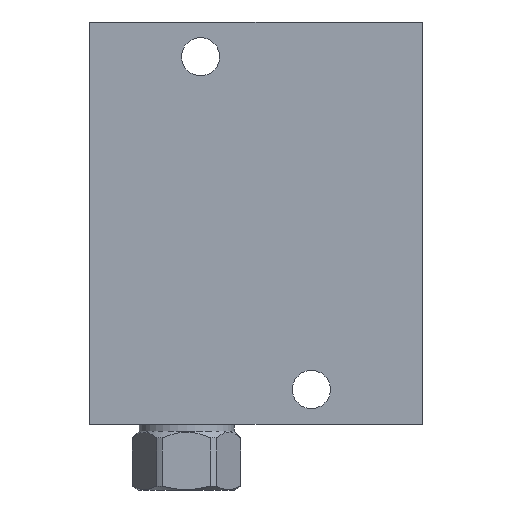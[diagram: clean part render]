
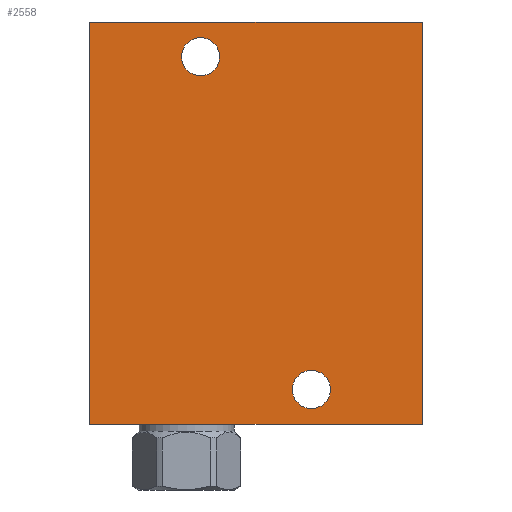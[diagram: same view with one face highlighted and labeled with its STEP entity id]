
A CAD part, front view. The second image highlights one B-rep face of the part: STEP entity #2558.
In plain terms, the highlighted planar face has unit normal (0, -1, 0).
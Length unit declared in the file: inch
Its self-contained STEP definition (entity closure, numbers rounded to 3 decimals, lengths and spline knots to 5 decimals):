
#5=DIRECTION('',(1.,0.,0.));
#6=VECTOR('',#5,3.);
#7=CARTESIAN_POINT('',(0.,-1.25,0.));
#8=LINE('',#7,#6);
#75=DIRECTION('',(0.,0.,1.));
#76=VECTOR('',#75,3.625);
#77=CARTESIAN_POINT('',(3.,-1.25,0.));
#78=LINE('',#77,#76);
#99=DIRECTION('',(0.,0.,1.));
#100=VECTOR('',#99,3.625);
#101=CARTESIAN_POINT('',(0.,-1.25,0.));
#102=LINE('',#101,#100);
#103=CARTESIAN_POINT('',(1.,-1.25,3.312));
#104=DIRECTION('',(0.,-1.,0.));
#105=DIRECTION('',(-1.,0.,0.));
#106=AXIS2_PLACEMENT_3D('',#103,#104,#105);
#108=CARTESIAN_POINT('',(1.,-1.25,3.312));
#109=DIRECTION('',(0.,-1.,0.));
#110=DIRECTION('',(1.,0.,0.));
#111=AXIS2_PLACEMENT_3D('',#108,#109,#110);
#113=CARTESIAN_POINT('',(2.,-1.25,0.312));
#114=DIRECTION('',(0.,-1.,0.));
#115=DIRECTION('',(-1.,0.,0.));
#116=AXIS2_PLACEMENT_3D('',#113,#114,#115);
#118=CARTESIAN_POINT('',(2.,-1.25,0.312));
#119=DIRECTION('',(0.,-1.,0.));
#120=DIRECTION('',(1.,0.,0.));
#121=AXIS2_PLACEMENT_3D('',#118,#119,#120);
#135=DIRECTION('',(1.,0.,0.));
#136=VECTOR('',#135,3.);
#137=CARTESIAN_POINT('',(0.,-1.25,3.625));
#138=LINE('',#137,#136);
#2160=CARTESIAN_POINT('',(0.,-1.25,0.));
#2162=VERTEX_POINT('',#2160);
#2163=CARTESIAN_POINT('',(3.,-1.25,0.));
#2164=VERTEX_POINT('',#2163);
#2168=CARTESIAN_POINT('',(0.,-1.25,3.625));
#2170=VERTEX_POINT('',#2168);
#2171=CARTESIAN_POINT('',(3.,-1.25,3.625));
#2172=VERTEX_POINT('',#2171);
#2317=CARTESIAN_POINT('',(0.828,-1.25,3.312));
#2318=CARTESIAN_POINT('',(1.172,-1.25,3.312));
#2319=VERTEX_POINT('',#2317);
#2320=VERTEX_POINT('',#2318);
#2325=CARTESIAN_POINT('',(1.828,-1.25,0.312));
#2326=CARTESIAN_POINT('',(2.172,-1.25,0.312));
#2327=VERTEX_POINT('',#2325);
#2328=VERTEX_POINT('',#2326);
#2534=CARTESIAN_POINT('',(0.,-1.25,0.));
#2535=DIRECTION('',(0.,-1.,0.));
#2536=DIRECTION('',(1.,0.,0.));
#2537=AXIS2_PLACEMENT_3D('',#2534,#2535,#2536);
#2538=PLANE('',#2537);
#2539=ORIENTED_EDGE('',*,*,#2440,.F.);
#2540=ORIENTED_EDGE('',*,*,#2465,.T.);
#2542=ORIENTED_EDGE('',*,*,#2541,.T.);
#2543=ORIENTED_EDGE('',*,*,#2514,.F.);
#2544=EDGE_LOOP('',(#2539,#2540,#2542,#2543));
#2545=FACE_OUTER_BOUND('',#2544,.F.);
#2547=ORIENTED_EDGE('',*,*,#2546,.T.);
#2549=ORIENTED_EDGE('',*,*,#2548,.T.);
#2550=EDGE_LOOP('',(#2547,#2549));
#2551=FACE_BOUND('',#2550,.F.);
#2553=ORIENTED_EDGE('',*,*,#2552,.T.);
#2555=ORIENTED_EDGE('',*,*,#2554,.T.);
#2556=EDGE_LOOP('',(#2553,#2555));
#2557=FACE_BOUND('',#2556,.F.);
#2558=ADVANCED_FACE('',(#2545,#2551,#2557),#2538,.T.);
#107=CIRCLE('',#106,0.172);
#112=CIRCLE('',#111,0.172);
#117=CIRCLE('',#116,0.172);
#122=CIRCLE('',#121,0.172);
#2440=EDGE_CURVE('',#2162,#2164,#8,.T.);
#2465=EDGE_CURVE('',#2162,#2170,#102,.T.);
#2514=EDGE_CURVE('',#2164,#2172,#78,.T.);
#2541=EDGE_CURVE('',#2170,#2172,#138,.T.);
#2546=EDGE_CURVE('',#2319,#2320,#107,.T.);
#2548=EDGE_CURVE('',#2320,#2319,#112,.T.);
#2552=EDGE_CURVE('',#2327,#2328,#117,.T.);
#2554=EDGE_CURVE('',#2328,#2327,#122,.T.);
